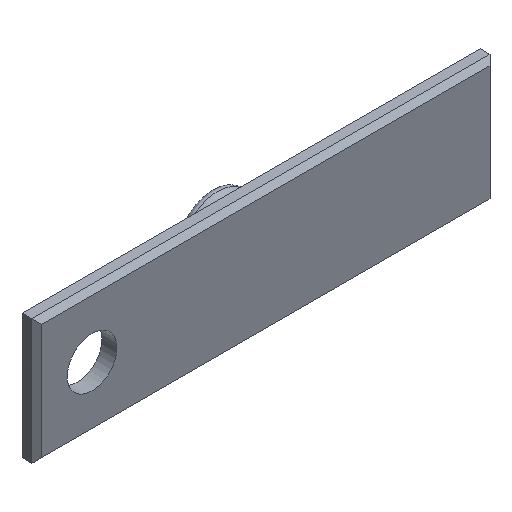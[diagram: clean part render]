
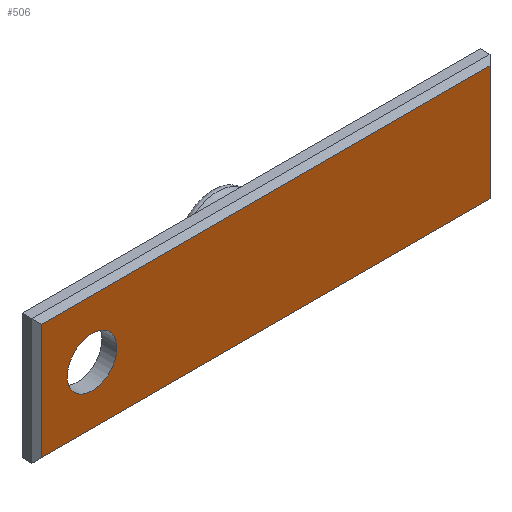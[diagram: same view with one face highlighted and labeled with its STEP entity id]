
A CAD part, isometric view. The second image highlights one B-rep face of the part: STEP entity #506.
In plain terms, the highlighted planar face has unit normal (0, -1, 0).
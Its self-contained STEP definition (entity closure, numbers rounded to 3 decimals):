
#293 = VERTEX_POINT('',#294);
#294 = CARTESIAN_POINT('',(-30.,46.,35.5));
#300 = EDGE_CURVE('',#293,#293,#301,.T.);
#301 = CIRCLE('',#302,5.);
#302 = AXIS2_PLACEMENT_3D('',#303,#304,#305);
#303 = CARTESIAN_POINT('',(-35.,46.,35.5));
#304 = DIRECTION('',(0.,1.,0.));
#305 = DIRECTION('',(1.,0.,0.));
#415 = VERTEX_POINT('',#416);
#416 = CARTESIAN_POINT('',(-45.1,46.,47.1));
#424 = VERTEX_POINT('',#425);
#425 = CARTESIAN_POINT('',(-45.1,46.,23.9));
#431 = EDGE_CURVE('',#415,#424,#432,.T.);
#432 = LINE('',#433,#434);
#433 = CARTESIAN_POINT('',(-45.1,46.,48.1));
#434 = VECTOR('',#435,1.);
#435 = DIRECTION('',(0.,0.,-1.));
#446 = VERTEX_POINT('',#447);
#447 = CARTESIAN_POINT('',(45.1,46.,47.1));
#455 = EDGE_CURVE('',#446,#415,#456,.T.);
#456 = LINE('',#457,#458);
#457 = CARTESIAN_POINT('',(46.1,46.,47.1));
#458 = VECTOR('',#459,1.);
#459 = DIRECTION('',(-1.,0.,0.));
#472 = VERTEX_POINT('',#473);
#473 = CARTESIAN_POINT('',(45.1,46.,23.9));
#479 = EDGE_CURVE('',#424,#472,#480,.T.);
#480 = LINE('',#481,#482);
#481 = CARTESIAN_POINT('',(-46.1,46.,23.9));
#482 = VECTOR('',#483,1.);
#483 = DIRECTION('',(1.,0.,0.));
#494 = EDGE_CURVE('',#472,#446,#495,.T.);
#495 = LINE('',#496,#497);
#496 = CARTESIAN_POINT('',(45.1,46.,22.9));
#497 = VECTOR('',#498,1.);
#498 = DIRECTION('',(0.,0.,1.));
#506 = ADVANCED_FACE('',(#507,#513),#516,.F.);
#507 = FACE_BOUND('',#508,.F.);
#508 = EDGE_LOOP('',(#509,#510,#511,#512));
#509 = ORIENTED_EDGE('',*,*,#494,.F.);
#510 = ORIENTED_EDGE('',*,*,#479,.F.);
#511 = ORIENTED_EDGE('',*,*,#431,.F.);
#512 = ORIENTED_EDGE('',*,*,#455,.F.);
#513 = FACE_BOUND('',#514,.F.);
#514 = EDGE_LOOP('',(#515));
#515 = ORIENTED_EDGE('',*,*,#300,.F.);
#516 = PLANE('',#517);
#517 = AXIS2_PLACEMENT_3D('',#518,#519,#520);
#518 = CARTESIAN_POINT('',(0.,46.,35.5));
#519 = DIRECTION('',(0.,1.,0.));
#520 = DIRECTION('',(0.,0.,1.));
